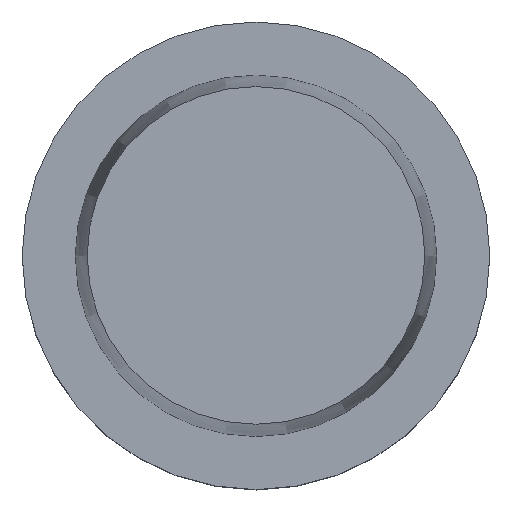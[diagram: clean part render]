
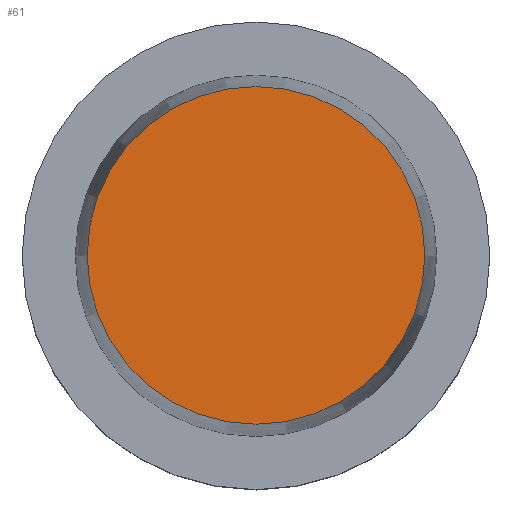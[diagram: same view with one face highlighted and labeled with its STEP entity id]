
A CAD part, top view. The second image highlights one B-rep face of the part: STEP entity #61.
In plain terms, the highlighted planar face has unit normal (0, 0, 1).
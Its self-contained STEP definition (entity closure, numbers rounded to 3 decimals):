
#35=FACE_OUTER_BOUND('',#119,.T.);
#46=PLANE('',#219);
#61=ADVANCED_FACE('',(#35),#46,.F.);
#119=EDGE_LOOP('',(#147));
#147=ORIENTED_EDGE('',*,*,#163,.F.);
#149=VERTEX_POINT('',#284);
#163=EDGE_CURVE('',#149,#149,#177,.T.);
#177=CIRCLE('',#192,22.722);
#192=AXIS2_PLACEMENT_3D('',#283,#224,#225);
#219=AXIS2_PLACEMENT_3D('',#323,#278,#279);
#224=DIRECTION('',(0.0,0.0,-1.0));
#225=DIRECTION('',(-1.0,0.0,0.0));
#278=DIRECTION('',(0.0,0.0,-1.0));
#279=DIRECTION('',(-1.0,0.0,0.0));
#283=CARTESIAN_POINT('',(0.0,0.,31.9));
#284=CARTESIAN_POINT('',(-22.722,0.,31.9));
#323=CARTESIAN_POINT('',(0.0,0.,31.9));
